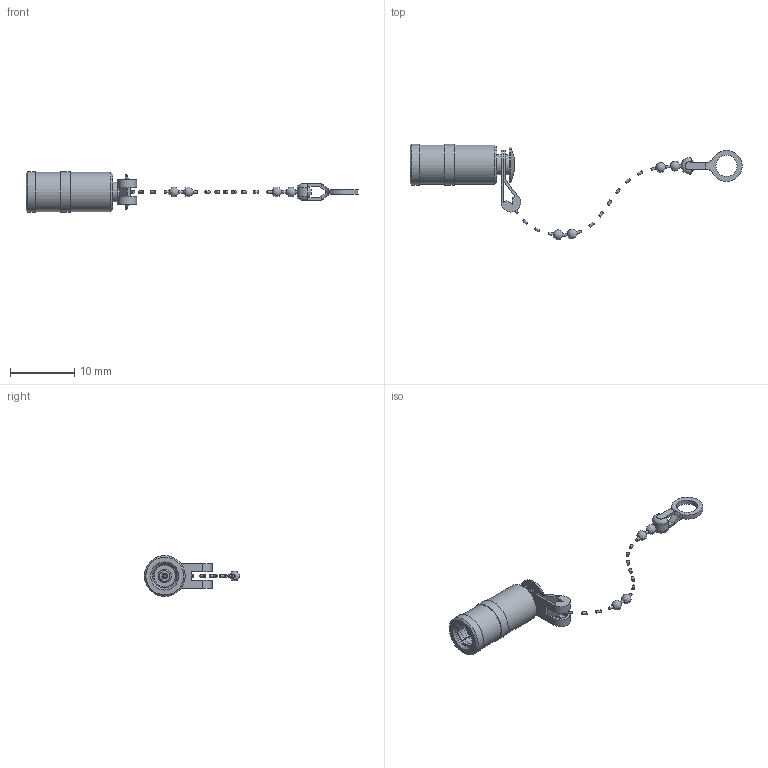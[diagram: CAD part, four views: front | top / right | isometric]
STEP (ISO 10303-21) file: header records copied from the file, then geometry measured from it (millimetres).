
FILE_DESCRIPTION (( 'STEP AP203' ), '1' );
FILE_NAME ('PE6121_3D.step', '2021-02-05T18:37:35', ( '' ), ( '' ), 'SwSTEP 2.0', 'SolidWorks 2018', '' );
FILE_SCHEMA (( 'CONFIG_CONTROL_DESIGN' ));
Length unit declared in the file: inch
Products named in the file (1): PE6121_3D
Bounding box: 51.64 x 14.84 x 6.35 mm (x, y, z)
Volume: 409.2 mm3; surface area: 850.3 mm2
Topology: 12 solids, 12 shells, 224 faces, 540 edges, 347 vertices
Faces by surface type: plane 94, cylinder 61, bspline 48, torus 12, cone 9
Full cylindrical faces by diameter (mm): 0.555 x1, 0.851 x1, 2.058 x1, 3.109 x3, 3.302 x1, 3.761 x1, 4.991 x1, 5.455 x1, 6.096 x2, 6.35 x2
Entity records: 8558 total; most frequent: CARTESIAN_POINT 3768, ORIENTED_EDGE 982, DIRECTION 895, EDGE_CURVE 491, VERTEX_POINT 338, AXIS2_PLACEMENT_3D 323, EDGE_LOOP 283, VECTOR 249
